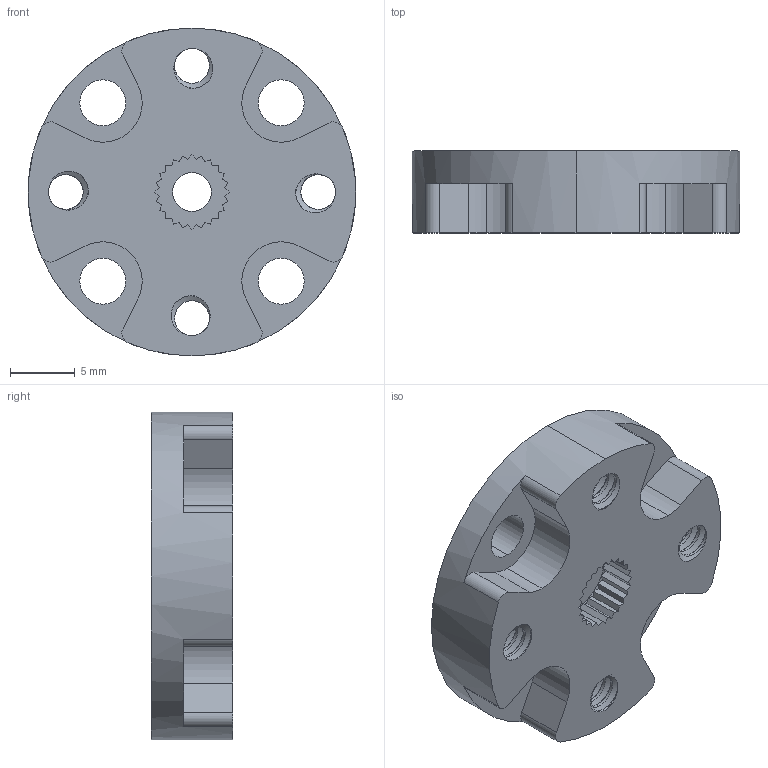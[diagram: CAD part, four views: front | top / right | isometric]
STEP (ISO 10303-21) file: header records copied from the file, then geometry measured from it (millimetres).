
FILE_DESCRIPTION (( 'STEP AP214' ), '1' );
FILE_NAME ('Std_Hub_Horn_24T.step', '2017-10-17T00:58:11', ( '' ), ( '' ), 'SwSTEP 2.0', 'SolidWorks 2017', '' );
FILE_SCHEMA (( 'AUTOMOTIVE_DESIGN' ));
Length unit declared in the file: inch
Products named in the file (1): Std_Hub_Horn_24T
Bounding box: 25.39 x 6.35 x 25.39 mm (x, y, z)
Volume: 2079.9 mm3; surface area: 2132 mm2
Topology: 1 solids, 1 shells, 243 faces, 718 edges, 480 vertices
Faces by surface type: cylinder 170, plane 65, bspline 8
Entity records: 12428 total; most frequent: CARTESIAN_POINT 6646, ORIENTED_EDGE 1436, DIRECTION 990, EDGE_CURVE 718, VERTEX_POINT 480, VECTOR 334, LINE 334, AXIS2_PLACEMENT_3D 328
